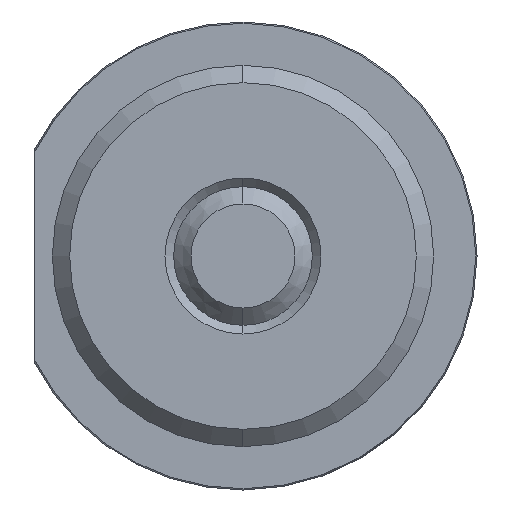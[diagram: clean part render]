
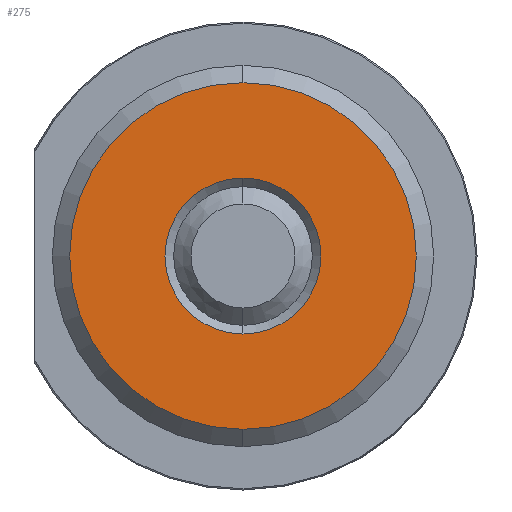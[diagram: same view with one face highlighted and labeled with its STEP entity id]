
A CAD part, left-side view. The second image highlights one B-rep face of the part: STEP entity #275.
In plain terms, the highlighted planar face has unit normal (-1, 0, 0).
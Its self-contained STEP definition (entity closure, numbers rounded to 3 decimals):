
#23 = AXIS2_PLACEMENT_3D ( 'NONE', #1157, #1158, #1159 ) ;
#45 = AXIS2_PLACEMENT_3D ( 'NONE', #1005, #1006, #1007 ) ;
#116 = EDGE_CURVE ( 'NONE', #822, #842, #609, .T. ) ;
#159 = EDGE_CURVE ( 'NONE', #860, #844, #545, .T. ) ;
#207 = EDGE_CURVE ( 'NONE', #842, #822, #549, .T. ) ;
#209 = EDGE_CURVE ( 'NONE', #844, #860, #536, .T. ) ;
#275 = ADVANCED_FACE ( 'NONE', ( #1968, #1973 ), #1546, .F. ) ;
#328 = AXIS2_PLACEMENT_3D ( 'NONE', #1310, #1319, #1320 ) ;
#334 = AXIS2_PLACEMENT_3D ( 'NONE', #1318, #1325, #1326 ) ;
#384 = AXIS2_PLACEMENT_3D ( 'NONE', #1545, #1547, #1548 ) ;
#536 = CIRCLE ( 'NONE', #334, 10. ) ;
#545 = CIRCLE ( 'NONE', #23, 10. ) ;
#549 = CIRCLE ( 'NONE', #328, 4.5 ) ;
#609 = CIRCLE ( 'NONE', #45, 4.5 ) ;
#822 = VERTEX_POINT ( 'NONE', #1845 ) ;
#842 = VERTEX_POINT ( 'NONE', #1865 ) ;
#844 = VERTEX_POINT ( 'NONE', #1867 ) ;
#860 = VERTEX_POINT ( 'NONE', #1883 ) ;
#1005 = CARTESIAN_POINT ( 'NONE',  ( 0., 0., 0. ) ) ;
#1006 = DIRECTION ( 'NONE',  ( 1., 0., 0. ) ) ;
#1007 = DIRECTION ( 'NONE',  ( 0., 0., -1. ) ) ;
#1157 = CARTESIAN_POINT ( 'NONE',  ( 0., 0., 0. ) ) ;
#1158 = DIRECTION ( 'NONE',  ( -1., 0., 0. ) ) ;
#1159 = DIRECTION ( 'NONE',  ( 0., 0., -1. ) ) ;
#1310 = CARTESIAN_POINT ( 'NONE',  ( 0., 0., 0. ) ) ;
#1318 = CARTESIAN_POINT ( 'NONE',  ( 0., 0., 0. ) ) ;
#1319 = DIRECTION ( 'NONE',  ( 1., 0., 0. ) ) ;
#1320 = DIRECTION ( 'NONE',  ( 0., 0., -1. ) ) ;
#1325 = DIRECTION ( 'NONE',  ( -1., 0., 0. ) ) ;
#1326 = DIRECTION ( 'NONE',  ( 0., 0., -1. ) ) ;
#1545 = CARTESIAN_POINT ( 'NONE',  ( 0., 4., 0. ) ) ;
#1546 = PLANE ( 'NONE',  #384 ) ;
#1547 = DIRECTION ( 'NONE',  ( 1., 0., 0. ) ) ;
#1548 = DIRECTION ( 'NONE',  ( 0., 0., -1. ) ) ;
#1845 = CARTESIAN_POINT ( 'NONE',  ( 0., 0., 4.5 ) ) ;
#1865 = CARTESIAN_POINT ( 'NONE',  ( 0., 0., -4.5 ) ) ;
#1867 = CARTESIAN_POINT ( 'NONE',  ( 0., 0., -10. ) ) ;
#1883 = CARTESIAN_POINT ( 'NONE',  ( 0., 0., 10. ) ) ;
#1968 = FACE_BOUND ( 'NONE', #2810, .T. ) ;
#1973 = FACE_OUTER_BOUND ( 'NONE', #2886, .T. ) ;
#2810 = EDGE_LOOP ( 'NONE', ( #2933, #2941 ) ) ;
#2886 = EDGE_LOOP ( 'NONE', ( #2937, #2938 ) ) ;
#2933 = ORIENTED_EDGE ( 'NONE', *, *, #116, .T. ) ;
#2937 = ORIENTED_EDGE ( 'NONE', *, *, #209, .T. ) ;
#2938 = ORIENTED_EDGE ( 'NONE', *, *, #159, .T. ) ;
#2941 = ORIENTED_EDGE ( 'NONE', *, *, #207, .T. ) ;
